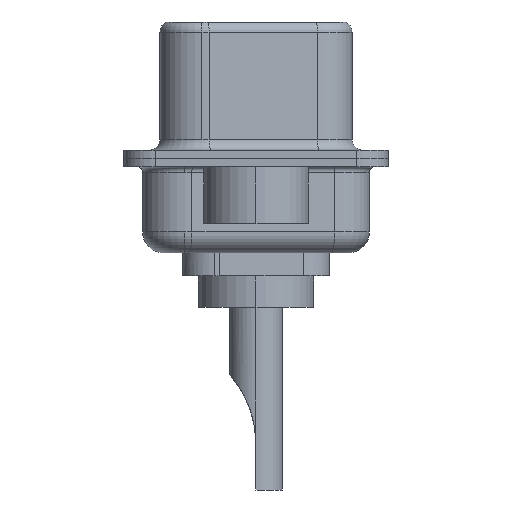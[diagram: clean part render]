
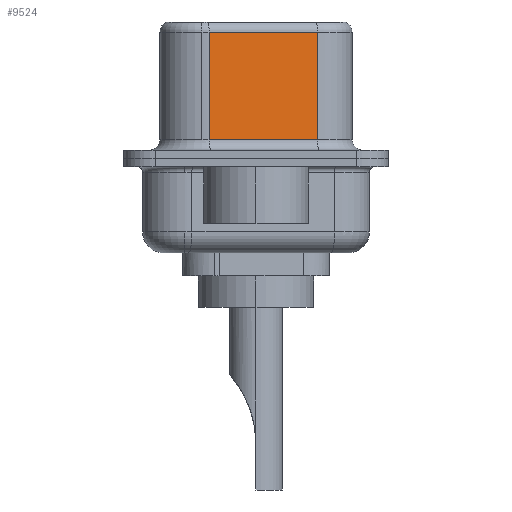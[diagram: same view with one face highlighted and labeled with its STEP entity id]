
A CAD part, left-side view. The second image highlights one B-rep face of the part: STEP entity #9524.
In plain terms, the highlighted planar face has unit normal (-0.985, -0.174, 0).
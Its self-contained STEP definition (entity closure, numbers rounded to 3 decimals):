
#1335 = VECTOR ( 'NONE', #9509, 1000. ) ;
#1850 = ORIENTED_EDGE ( 'NONE', *, *, #7195, .T. ) ;
#1908 = VECTOR ( 'NONE', #10682, 1000. ) ;
#2016 = LINE ( 'NONE', #14353, #5422 ) ;
#2384 = ORIENTED_EDGE ( 'NONE', *, *, #3317, .F. ) ;
#3317 = EDGE_CURVE ( 'NONE', #9162, #13974, #16342, .T. ) ;
#3652 = EDGE_LOOP ( 'NONE', ( #2384, #1850, #4218, #5225 ) ) ;
#3677 = EDGE_CURVE ( 'NONE', #8951, #13974, #2016, .T. ) ;
#4218 = ORIENTED_EDGE ( 'NONE', *, *, #5768, .T. ) ;
#5225 = ORIENTED_EDGE ( 'NONE', *, *, #3677, .T. ) ;
#5422 = VECTOR ( 'NONE', #13837, 1000. ) ;
#5768 = EDGE_CURVE ( 'NONE', #11996, #8951, #17755, .T. ) ;
#6628 = AXIS2_PLACEMENT_3D ( 'NONE', #17037, #16881, #16781 ) ;
#7195 = EDGE_CURVE ( 'NONE', #9162, #11996, #9788, .T. ) ;
#7847 = CARTESIAN_POINT ( 'NONE',  ( 3.655, 2.233, 0.9 ) ) ;
#8004 = CARTESIAN_POINT ( 'NONE',  ( 4.565, -2.927, 0.9 ) ) ;
#8951 = VERTEX_POINT ( 'NONE', #7847 ) ;
#9162 = VERTEX_POINT ( 'NONE', #13530 ) ;
#9509 = DIRECTION ( 'NONE',  ( 0., 0., -1. ) ) ;
#9524 = ADVANCED_FACE ( 'NONE', ( #14213 ), #18138, .F. ) ;
#9788 = LINE ( 'NONE', #10636, #1908 ) ;
#9876 = CARTESIAN_POINT ( 'NONE',  ( 3.655, 2.233, 6.02 ) ) ;
#10323 = VECTOR ( 'NONE', #15576, 1000. ) ;
#10636 = CARTESIAN_POINT ( 'NONE',  ( 4.565, -2.927, 6.02 ) ) ;
#10682 = DIRECTION ( 'NONE',  ( -0.174, 0.985, 0. ) ) ;
#11558 = CARTESIAN_POINT ( 'NONE',  ( 4.565, -2.927, 6.52 ) ) ;
#11996 = VERTEX_POINT ( 'NONE', #9876 ) ;
#13530 = CARTESIAN_POINT ( 'NONE',  ( 4.565, -2.927, 6.02 ) ) ;
#13837 = DIRECTION ( 'NONE',  ( 0.174, -0.985, 0. ) ) ;
#13974 = VERTEX_POINT ( 'NONE', #8004 ) ;
#14213 = FACE_OUTER_BOUND ( 'NONE', #3652, .T. ) ;
#14353 = CARTESIAN_POINT ( 'NONE',  ( 4.565, -2.927, 0.9 ) ) ;
#15576 = DIRECTION ( 'NONE',  ( 0., 0., -1. ) ) ;
#16342 = LINE ( 'NONE', #11558, #1335 ) ;
#16781 = DIRECTION ( 'NONE',  ( -0.174, 0.985, 0. ) ) ;
#16881 = DIRECTION ( 'NONE',  ( 0.985, 0.174, 0. ) ) ;
#17037 = CARTESIAN_POINT ( 'NONE',  ( 4.565, -2.927, 6.52 ) ) ;
#17672 = CARTESIAN_POINT ( 'NONE',  ( 3.655, 2.233, 6.52 ) ) ;
#17755 = LINE ( 'NONE', #17672, #10323 ) ;
#18138 = PLANE ( 'NONE',  #6628 ) ;
